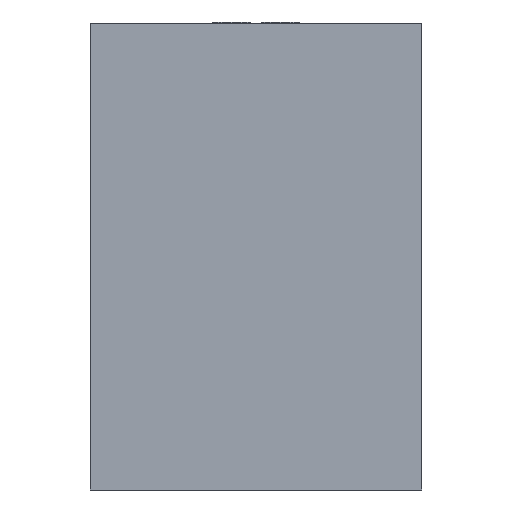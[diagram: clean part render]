
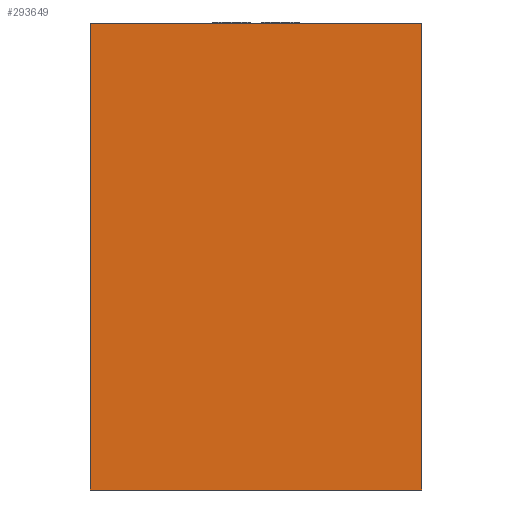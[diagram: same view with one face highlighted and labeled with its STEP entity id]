
A CAD part, front view. The second image highlights one B-rep face of the part: STEP entity #293649.
In plain terms, the highlighted planar face has unit normal (0, -1, 0).
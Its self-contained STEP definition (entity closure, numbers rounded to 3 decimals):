
#6478 = CARTESIAN_POINT ( 'NONE',  ( -100.1, -76., -106.066 ) ) ;
#8407 = LINE ( 'NONE', #6478, #53653 ) ;
#12724 = EDGE_CURVE ( 'NONE', #73045, #91413, #293327, .T. ) ;
#19129 = DIRECTION ( 'NONE',  ( 0., 1., 0. ) ) ;
#53653 = VECTOR ( 'NONE', #208377, 1000. ) ;
#72046 = DIRECTION ( 'NONE',  ( 0., 0., -1. ) ) ;
#73045 = VERTEX_POINT ( 'NONE', #180257 ) ;
#74069 = PLANE ( 'NONE',  #220889 ) ;
#91413 = VERTEX_POINT ( 'NONE', #168329 ) ;
#103459 = DIRECTION ( 'NONE',  ( 0., 0., 1. ) ) ;
#122156 = VECTOR ( 'NONE', #278506, 1000. ) ;
#125940 = ORIENTED_EDGE ( 'NONE', *, *, #200981, .T. ) ;
#129574 = LINE ( 'NONE', #157035, #122156 ) ;
#153115 = CARTESIAN_POINT ( 'NONE',  ( 100.1, -76., -106.066 ) ) ;
#157035 = CARTESIAN_POINT ( 'NONE',  ( 100.1, -76., -106.066 ) ) ;
#162170 = VERTEX_POINT ( 'NONE', #325680 ) ;
#168329 = CARTESIAN_POINT ( 'NONE',  ( -100.1, -76., 175.5 ) ) ;
#170380 = ORIENTED_EDGE ( 'NONE', *, *, #213656, .F. ) ;
#180257 = CARTESIAN_POINT ( 'NONE',  ( 100.1, -76., 175.5 ) ) ;
#186297 = EDGE_CURVE ( 'NONE', #337782, #162170, #129574, .T. ) ;
#195975 = ORIENTED_EDGE ( 'NONE', *, *, #12724, .T. ) ;
#199237 = ORIENTED_EDGE ( 'NONE', *, *, #186297, .F. ) ;
#200981 = EDGE_CURVE ( 'NONE', #91413, #162170, #8407, .T. ) ;
#208377 = DIRECTION ( 'NONE',  ( 0., 0., -1. ) ) ;
#212497 = VECTOR ( 'NONE', #236439, 1000. ) ;
#213656 = EDGE_CURVE ( 'NONE', #73045, #337782, #362603, .T. ) ;
#220889 = AXIS2_PLACEMENT_3D ( 'NONE', #377697, #19129, #103459 ) ;
#236439 = DIRECTION ( 'NONE',  ( -1., 0., 0. ) ) ;
#272510 = CARTESIAN_POINT ( 'NONE',  ( 100.1, -76., -106.066 ) ) ;
#278506 = DIRECTION ( 'NONE',  ( -1., 0., 0. ) ) ;
#293327 = LINE ( 'NONE', #320828, #212497 ) ;
#293649 = ADVANCED_FACE ( 'Defeature ausgef�hrt1_6', ( #371901 ), #74069, .F. ) ;
#297126 = EDGE_LOOP ( 'NONE', ( #125940, #199237, #170380, #195975 ) ) ;
#320828 = CARTESIAN_POINT ( 'NONE',  ( 100.1, -76., 175.5 ) ) ;
#325680 = CARTESIAN_POINT ( 'NONE',  ( -100.1, -76., -106.066 ) ) ;
#337782 = VERTEX_POINT ( 'NONE', #153115 ) ;
#349939 = VECTOR ( 'NONE', #72046, 1000. ) ;
#362603 = LINE ( 'NONE', #272510, #349939 ) ;
#371901 = FACE_OUTER_BOUND ( 'NONE', #297126, .T. ) ;
#377697 = CARTESIAN_POINT ( 'NONE',  ( 100.1, -76., -106.066 ) ) ;
